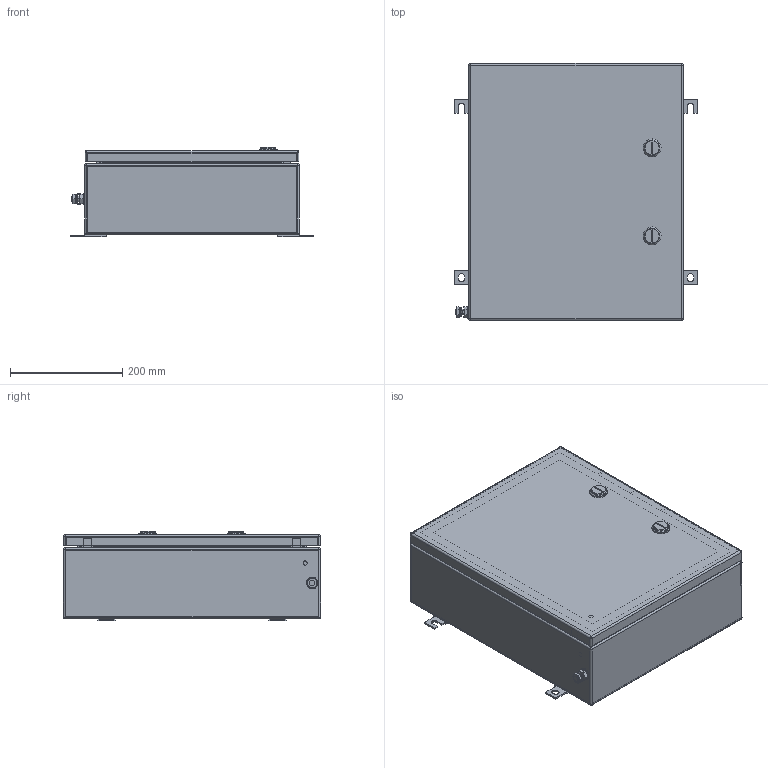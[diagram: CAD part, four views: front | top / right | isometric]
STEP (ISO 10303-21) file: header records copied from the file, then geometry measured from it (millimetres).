
FILE_DESCRIPTION(('CATIA V5 STEP Exchange','CAx-IF Rec.Pracs.--- Model Styling and Organization---1.4--- 2014-01-23'),'2;1');
FILE_NAME ('008805-8_3_1200330000_1200330000.stp','2019-09-23T07:49:14+00:00',('none'),('Weidmueller'),'CATIA Version 5-6 Release 2016 SP3 HF44','CATIA V5 STEP AP214','none');
FILE_SCHEMA(('AUTOMOTIVE_DESIGN { 1 0 10303 214 1 1 1 1 }'));
Length unit declared in the file: millimetre
Products named in the file (1): 1200330000
Bounding box: 433 x 458 x 159.8 mm (x, y, z)
Volume: 1168883.9 mm3; surface area: 1449171.5 mm2
Topology: 46 solids, 48 shells, 977 faces, 2284 edges, 1416 vertices
Faces by surface type: plane 485, cylinder 338, cone 100, sphere 24, torus 22, bspline 8
Entity records: 26688 total; most frequent: CARTESIAN_POINT 5579, ORIENTED_EDGE 4496, DIRECTION 3607, EDGE_CURVE 2248, AXIS2_PLACEMENT_3D 1503, VERTEX_POINT 1416, VECTOR 1336, LINE 1336
